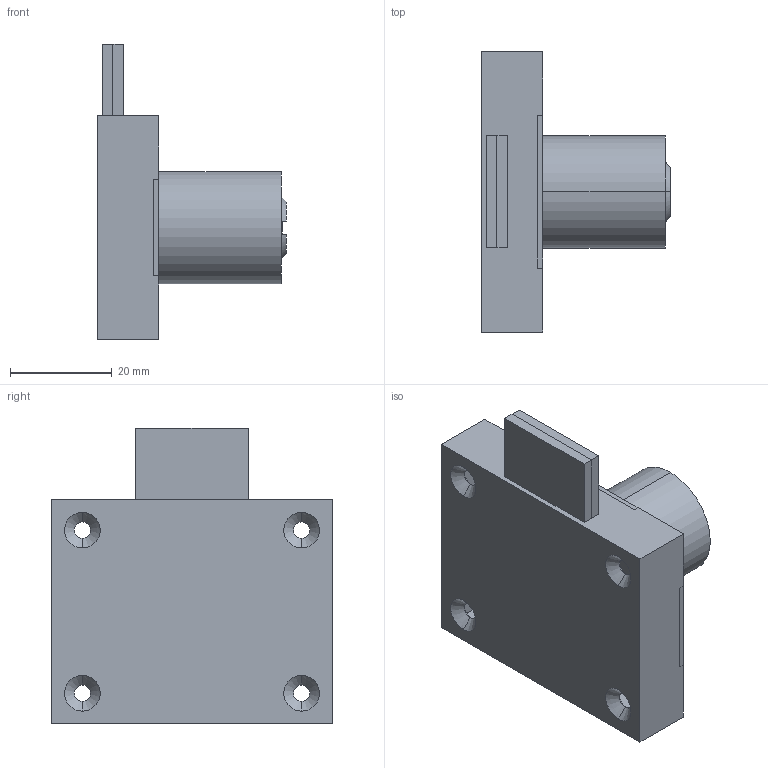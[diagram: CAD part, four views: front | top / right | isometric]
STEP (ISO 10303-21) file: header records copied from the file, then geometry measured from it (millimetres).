
FILE_DESCRIPTION (( 'STEP AP203' ), '1' );
FILE_NAME ('C-4-4.STEP', '2020-06-08T02:27:34', ( '' ), ( '' ), 'SwSTEP 2.0', 'SolidWorks 2018', '' );
FILE_SCHEMA (( 'CONFIG_CONTROL_DESIGN' ));
Length unit declared in the file: millimetre
Products named in the file (5): C-4-4デットプレート_; C-4-4; C-4-4ケース_; C-4-4ケースカバー_; C-4-4シリンダー_
Assembly tree (5 placements, depth 2):
  C-4-4
    C-4-4ケース_
    C-4-4ケースカバー_
    C-4-4デットプレート_  x2
    C-4-4シリンダー_
Bounding box: 37 x 55 x 58 mm (x, y, z)
Volume: 16692.7 mm3; surface area: 17301.1 mm2
Topology: 5 solids, 5 shells, 114 faces, 296 edges, 192 vertices
Faces by surface type: plane 73, cone 26, cylinder 15
Entity records: 3907 total; most frequent: CARTESIAN_POINT 596, DIRECTION 580, ORIENTED_EDGE 568, EDGE_CURVE 284, LINE 212, VECTOR 212, VERTEX_POINT 184, AXIS2_PLACEMENT_3D 184
